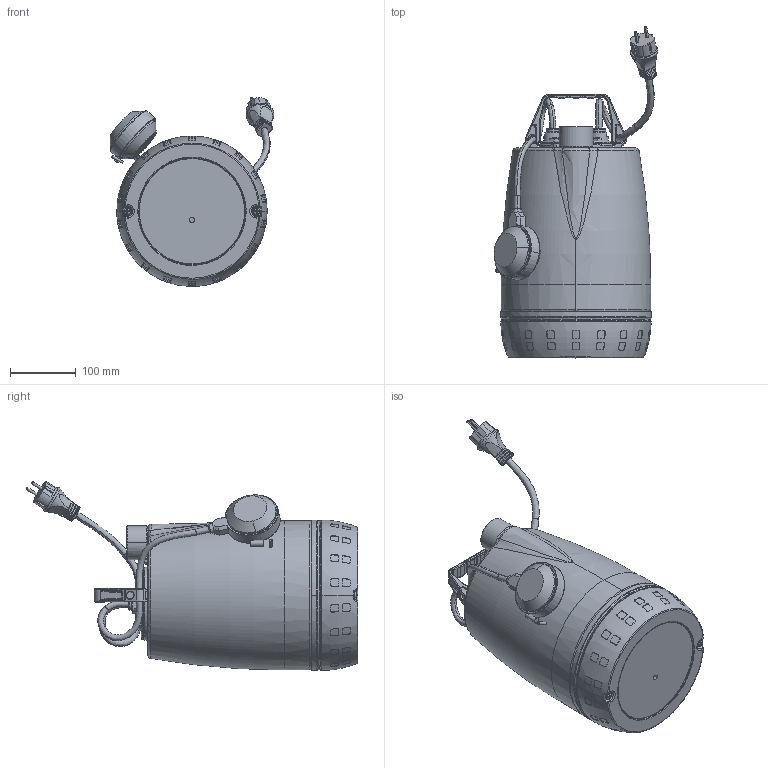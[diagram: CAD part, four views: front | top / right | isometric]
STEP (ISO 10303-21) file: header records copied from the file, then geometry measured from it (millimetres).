
FILE_DESCRIPTION (( 'STEP AP214' ), '1' );
FILE_NAME ('4_93_601_06_REV00.step', '2022-12-12T11:06:54', ( '' ), ( '' ), 'SwSTEP 2.0', 'SolidWorks 2020', '' );
FILE_SCHEMA (( 'AUTOMOTIVE_DESIGN' ));
Length unit declared in the file: millimetre
Products named in the file (3): 4_93_601_06_REV00; Copia di 137930^4_93_601_06_REV00; Copia di 4_93_601_10_REV00^4_93_601_06_REV00
Assembly tree (2 placements, depth 2):
  4_93_601_06_REV00
    Copia di 137930^4_93_601_06_REV00
    Copia di 4_93_601_10_REV00^4_93_601_06_REV00
Bounding box: 248.52 x 502.85 x 286.33 mm (x, y, z)
Volume: 12806976.6 mm3; surface area: 526778.2 mm2
Topology: 25 solids, 26 shells, 1912 faces, 4860 edges, 3011 vertices
Faces by surface type: cylinder 656, plane 645, bspline 465, cone 76, torus 62, sphere 8
Entity records: 142367 total; most frequent: CARTESIAN_POINT 86743, ORIENTED_EDGE 9608, DIRECTION 6174, EDGE_CURVE 4804, VERTEX_POINT 3011, B_SPLINE_CURVE_WITH_KNOTS 2168, AXIS2_PLACEMENT_3D 2150, EDGE_LOOP 2015
